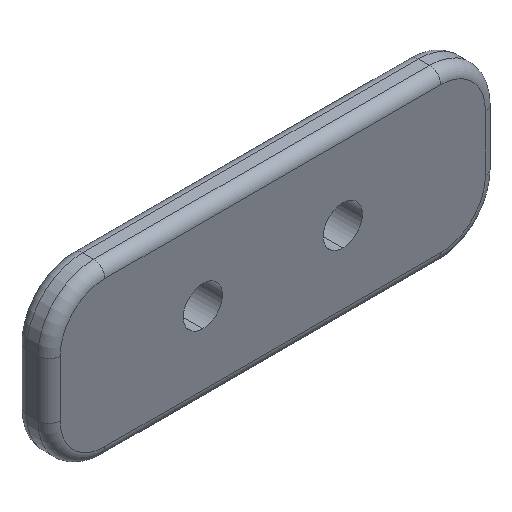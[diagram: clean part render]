
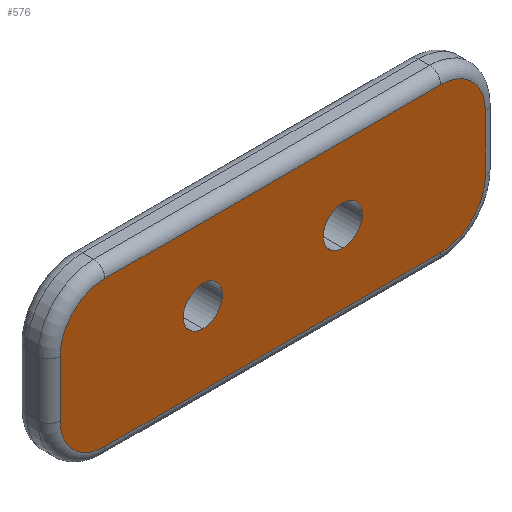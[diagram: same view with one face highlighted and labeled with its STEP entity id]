
A CAD part, isometric view. The second image highlights one B-rep face of the part: STEP entity #576.
In plain terms, the highlighted planar face has unit normal (0, -1, 0).
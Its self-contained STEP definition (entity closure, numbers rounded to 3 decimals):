
#11 = AXIS2_PLACEMENT_3D ( 'NONE', #55, #519, #74 ) ;
#17 = AXIS2_PLACEMENT_3D ( 'NONE', #382, #643, #549 ) ;
#35 = CARTESIAN_POINT ( 'NONE',  ( 0., 3., 6. ) ) ;
#54 = EDGE_CURVE ( 'NONE', #634, #604, #820, .T. ) ;
#55 = CARTESIAN_POINT ( 'NONE',  ( 15., 3., 10. ) ) ;
#58 = VECTOR ( 'NONE', #1035, 1000. ) ;
#72 = EDGE_LOOP ( 'NONE', ( #516, #782 ) ) ;
#74 = DIRECTION ( 'NONE',  ( 0., 0., -1. ) ) ;
#79 = ORIENTED_EDGE ( 'NONE', *, *, #96, .T. ) ;
#81 = ORIENTED_EDGE ( 'NONE', *, *, #416, .T. ) ;
#82 = CARTESIAN_POINT ( 'NONE',  ( -15., 3., 6. ) ) ;
#90 = VERTEX_POINT ( 'NONE', #465 ) ;
#96 = EDGE_CURVE ( 'NONE', #786, #278, #884, .T. ) ;
#97 = ORIENTED_EDGE ( 'NONE', *, *, #392, .T. ) ;
#100 = EDGE_LOOP ( 'NONE', ( #784, #1016, #498, #81, #107, #79, #832, #97 ) ) ;
#101 = LINE ( 'NONE', #282, #327 ) ;
#107 = ORIENTED_EDGE ( 'NONE', *, *, #161, .T. ) ;
#131 = DIRECTION ( 'NONE',  ( 0., 1., 0. ) ) ;
#132 = DIRECTION ( 'NONE',  ( 0., 0., 1. ) ) ;
#161 = EDGE_CURVE ( 'NONE', #854, #786, #585, .T. ) ;
#167 = DIRECTION ( 'NONE',  ( 0., 0., 1. ) ) ;
#178 = CARTESIAN_POINT ( 'NONE',  ( 0., 3., 0. ) ) ;
#181 = AXIS2_PLACEMENT_3D ( 'NONE', #178, #357, #1075 ) ;
#195 = CARTESIAN_POINT ( 'NONE',  ( 19., 3., 15. ) ) ;
#202 = CIRCLE ( 'NONE', #223, 4. ) ;
#207 = AXIS2_PLACEMENT_3D ( 'NONE', #341, #410, #957 ) ;
#223 = AXIS2_PLACEMENT_3D ( 'NONE', #799, #811, #963 ) ;
#227 = CARTESIAN_POINT ( 'NONE',  ( 6.25, 3., 12.5 ) ) ;
#233 = DIRECTION ( 'NONE',  ( 0., -1., 0. ) ) ;
#234 = CARTESIAN_POINT ( 'NONE',  ( -19., 3., 15. ) ) ;
#236 = VERTEX_POINT ( 'NONE', #808 ) ;
#237 = ORIENTED_EDGE ( 'NONE', *, *, #796, .T. ) ;
#270 = AXIS2_PLACEMENT_3D ( 'NONE', #908, #131, #741 ) ;
#278 = VERTEX_POINT ( 'NONE', #909 ) ;
#282 = CARTESIAN_POINT ( 'NONE',  ( -19., 3., 0. ) ) ;
#294 = CIRCLE ( 'NONE', #17, 1.75 ) ;
#308 = CIRCLE ( 'NONE', #947, 1.75 ) ;
#313 = CARTESIAN_POINT ( 'NONE',  ( 19., 3., 0. ) ) ;
#327 = VECTOR ( 'NONE', #542, 1000. ) ;
#341 = CARTESIAN_POINT ( 'NONE',  ( -15., 3., 15. ) ) ;
#349 = LINE ( 'NONE', #778, #58 ) ;
#357 = DIRECTION ( 'NONE',  ( 0., -1., 0. ) ) ;
#382 = CARTESIAN_POINT ( 'NONE',  ( -6.25, 3., 12.5 ) ) ;
#391 = DIRECTION ( 'NONE',  ( 1., 0., 0. ) ) ;
#392 = EDGE_CURVE ( 'NONE', #867, #1053, #697, .T. ) ;
#394 = CARTESIAN_POINT ( 'NONE',  ( -6.25, 3., 10.75 ) ) ;
#406 = EDGE_CURVE ( 'NONE', #90, #518, #308, .T. ) ;
#410 = DIRECTION ( 'NONE',  ( 0., -1., 0. ) ) ;
#416 = EDGE_CURVE ( 'NONE', #604, #854, #1101, .T. ) ;
#465 = CARTESIAN_POINT ( 'NONE',  ( 6.25, 3., 10.75 ) ) ;
#466 = CARTESIAN_POINT ( 'NONE',  ( 6.25, 3., 14.25 ) ) ;
#485 = EDGE_LOOP ( 'NONE', ( #931, #237 ) ) ;
#498 = ORIENTED_EDGE ( 'NONE', *, *, #54, .T. ) ;
#516 = ORIENTED_EDGE ( 'NONE', *, *, #869, .T. ) ;
#518 = VERTEX_POINT ( 'NONE', #466 ) ;
#519 = DIRECTION ( 'NONE',  ( 0., -1., 0. ) ) ;
#542 = DIRECTION ( 'NONE',  ( 0., 0., -1. ) ) ;
#549 = DIRECTION ( 'NONE',  ( 0., 0., 1. ) ) ;
#563 = CARTESIAN_POINT ( 'NONE',  ( 19., 3., 10. ) ) ;
#576 = ADVANCED_FACE ( 'NONE', ( #616, #632, #984 ), #968, .T. ) ;
#585 = LINE ( 'NONE', #313, #831 ) ;
#604 = VERTEX_POINT ( 'NONE', #1039 ) ;
#606 = EDGE_CURVE ( 'NONE', #278, #867, #349, .T. ) ;
#616 = FACE_OUTER_BOUND ( 'NONE', #100, .T. ) ;
#632 = FACE_BOUND ( 'NONE', #485, .T. ) ;
#634 = VERTEX_POINT ( 'NONE', #82 ) ;
#643 = DIRECTION ( 'NONE',  ( 0., 1., 0. ) ) ;
#697 = CIRCLE ( 'NONE', #207, 4. ) ;
#736 = DIRECTION ( 'NONE',  ( 0., 1., 0. ) ) ;
#741 = DIRECTION ( 'NONE',  ( 0., 0., 1. ) ) ;
#746 = AXIS2_PLACEMENT_3D ( 'NONE', #816, #233, #1018 ) ;
#755 = CARTESIAN_POINT ( 'NONE',  ( -19., 3., 10. ) ) ;
#774 = EDGE_CURVE ( 'NONE', #1053, #975, #101, .T. ) ;
#778 = CARTESIAN_POINT ( 'NONE',  ( -15., 3., 19. ) ) ;
#782 = ORIENTED_EDGE ( 'NONE', *, *, #406, .T. ) ;
#784 = ORIENTED_EDGE ( 'NONE', *, *, #774, .T. ) ;
#786 = VERTEX_POINT ( 'NONE', #195 ) ;
#796 = EDGE_CURVE ( 'NONE', #877, #236, #294, .T. ) ;
#799 = CARTESIAN_POINT ( 'NONE',  ( -15., 3., 10. ) ) ;
#805 = AXIS2_PLACEMENT_3D ( 'NONE', #818, #736, #888 ) ;
#808 = CARTESIAN_POINT ( 'NONE',  ( -6.25, 3., 14.25 ) ) ;
#811 = DIRECTION ( 'NONE',  ( 0., -1., 0. ) ) ;
#816 = CARTESIAN_POINT ( 'NONE',  ( 15., 3., 15. ) ) ;
#818 = CARTESIAN_POINT ( 'NONE',  ( -6.25, 3., 12.5 ) ) ;
#820 = LINE ( 'NONE', #35, #994 ) ;
#830 = EDGE_CURVE ( 'NONE', #236, #877, #875, .T. ) ;
#831 = VECTOR ( 'NONE', #132, 1000. ) ;
#832 = ORIENTED_EDGE ( 'NONE', *, *, #606, .T. ) ;
#854 = VERTEX_POINT ( 'NONE', #563 ) ;
#867 = VERTEX_POINT ( 'NONE', #921 ) ;
#869 = EDGE_CURVE ( 'NONE', #518, #90, #934, .T. ) ;
#873 = DIRECTION ( 'NONE',  ( 0., 1., 0. ) ) ;
#875 = CIRCLE ( 'NONE', #805, 1.75 ) ;
#877 = VERTEX_POINT ( 'NONE', #394 ) ;
#884 = CIRCLE ( 'NONE', #746, 4. ) ;
#888 = DIRECTION ( 'NONE',  ( 0., 0., 1. ) ) ;
#908 = CARTESIAN_POINT ( 'NONE',  ( 6.25, 3., 12.5 ) ) ;
#909 = CARTESIAN_POINT ( 'NONE',  ( 15., 3., 19. ) ) ;
#921 = CARTESIAN_POINT ( 'NONE',  ( -15., 3., 19. ) ) ;
#931 = ORIENTED_EDGE ( 'NONE', *, *, #830, .T. ) ;
#934 = CIRCLE ( 'NONE', #270, 1.75 ) ;
#947 = AXIS2_PLACEMENT_3D ( 'NONE', #227, #873, #167 ) ;
#957 = DIRECTION ( 'NONE',  ( 0., 0., -1. ) ) ;
#963 = DIRECTION ( 'NONE',  ( 0., 0., -1. ) ) ;
#968 = PLANE ( 'NONE',  #181 ) ;
#975 = VERTEX_POINT ( 'NONE', #755 ) ;
#984 = FACE_BOUND ( 'NONE', #72, .T. ) ;
#994 = VECTOR ( 'NONE', #391, 1000. ) ;
#1016 = ORIENTED_EDGE ( 'NONE', *, *, #1132, .T. ) ;
#1018 = DIRECTION ( 'NONE',  ( 0., 0., -1. ) ) ;
#1035 = DIRECTION ( 'NONE',  ( -1., 0., 0. ) ) ;
#1039 = CARTESIAN_POINT ( 'NONE',  ( 15., 3., 6. ) ) ;
#1053 = VERTEX_POINT ( 'NONE', #234 ) ;
#1075 = DIRECTION ( 'NONE',  ( 0., 0., -1. ) ) ;
#1101 = CIRCLE ( 'NONE', #11, 4. ) ;
#1132 = EDGE_CURVE ( 'NONE', #975, #634, #202, .T. ) ;
